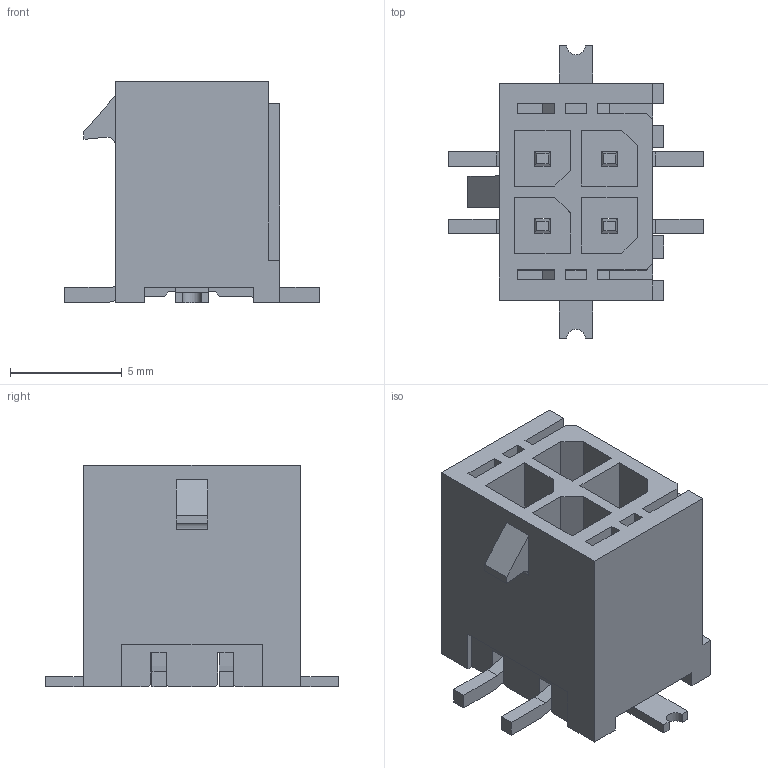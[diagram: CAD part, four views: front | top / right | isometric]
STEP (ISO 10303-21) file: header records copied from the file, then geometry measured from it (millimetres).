
FILE_DESCRIPTION(/* description */ ('Unknown'),/* implementation_level */ '2;1');
FILE_NAME(/* name */ '662004231824',/* time_stamp */ '2022-11-30T17:27:33+01:00',/* author */ ('Unknown'),/* organization */ ('Unknown'),/* preprocessor_version */ 'ST-DEVELOPER v18.102',/* originating_system */ 'Solid Edge',/* authorisation */ 'Unknown');
FILE_SCHEMA (('AUTOMOTIVE_DESIGN {1 0 10303 214 3 1 1}'));
Length unit declared in the file: millimetre
Products named in the file (4): 6620xx231824; 662004231822; 6620xx231822_MASS; 6620xx231824_PIN
Assembly tree (7 placements, depth 2):
  6620xx231824
    662004231822
    6620xx231822_MASS  x2
    6620xx231824_PIN  x4
Bounding box: 11.4 x 13.09 x 9.9 mm (x, y, z)
Volume: 447.1 mm3; surface area: 1245.4 mm2
Topology: 7 solids, 7 shells, 318 faces, 889 edges, 582 vertices
Faces by surface type: plane 303, cylinder 15
Entity records: 7127 total; most frequent: CARTESIAN_POINT 1231, ORIENTED_EDGE 1220, DIRECTION 1068, EDGE_CURVE 610, LINE 586, VECTOR 586, VERTEX_POINT 404, AXIS2_PLACEMENT_3D 241
